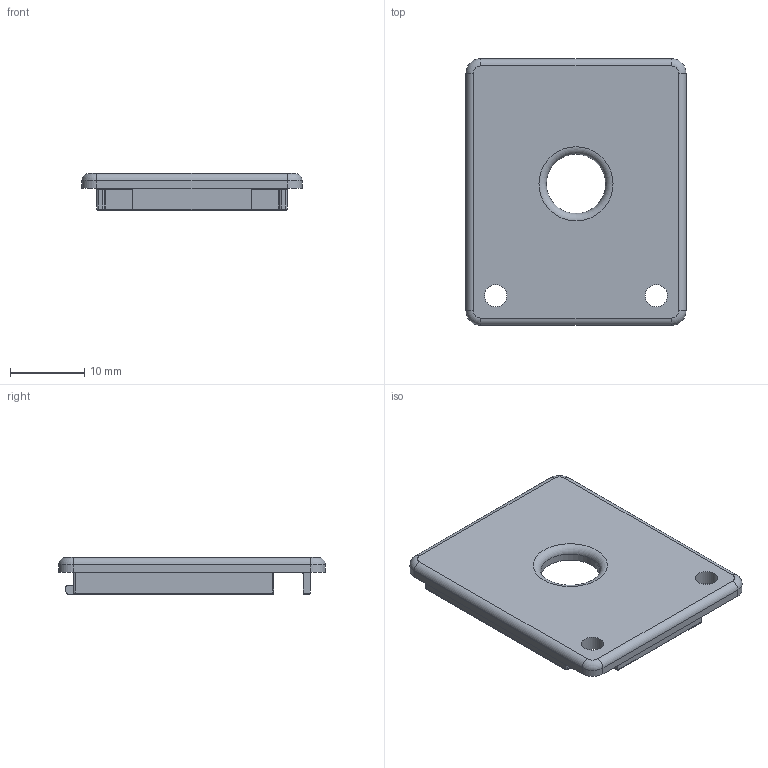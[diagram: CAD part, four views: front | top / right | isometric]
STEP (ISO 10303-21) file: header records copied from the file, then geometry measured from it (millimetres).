
FILE_DESCRIPTION(('FreeCAD Model'),'2;1');
FILE_NAME('SupCamera_BoxCover.step', '2020-04-20T10:29:15',('Author'),(''), 'Open CASCADE STEP processor 7.3','FreeCAD','Unknown');
FILE_SCHEMA(('AUTOMOTIVE_DESIGN { 1 0 10303 214 1 1 1 1 }'));
Length unit declared in the file: millimetre
Products named in the file (1): SupCameraTampaCaixa_001
Bounding box: 29.7 x 36 x 5 mm (x, y, z)
Volume: 2271.6 mm3; surface area: 2864.7 mm2
Topology: 1 solids, 1 shells, 84 faces, 203 edges, 113 vertices
Faces by surface type: cylinder 40, plane 25, torus 9, sphere 8, bspline 2
Full cylindrical faces by diameter (mm): 3 x2, 8 x1
Entity records: 5850 total; most frequent: CARTESIAN_POINT 1263, DIRECTION 789, LINE 449, VECTOR 449, ORIENTED_EDGE 386, PCURVE 386, DEFINITIONAL_REPRESENTATION 386, EDGE_CURVE 193
